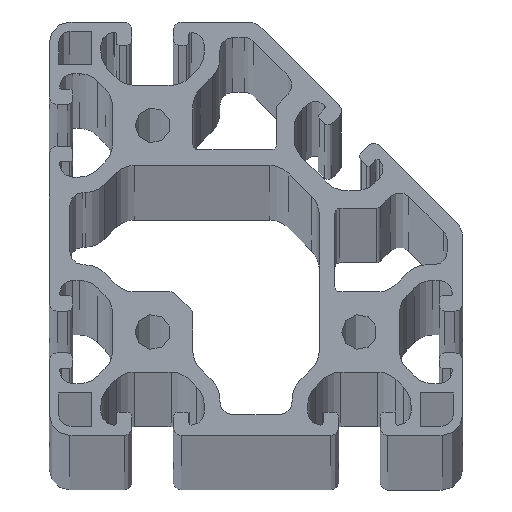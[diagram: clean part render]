
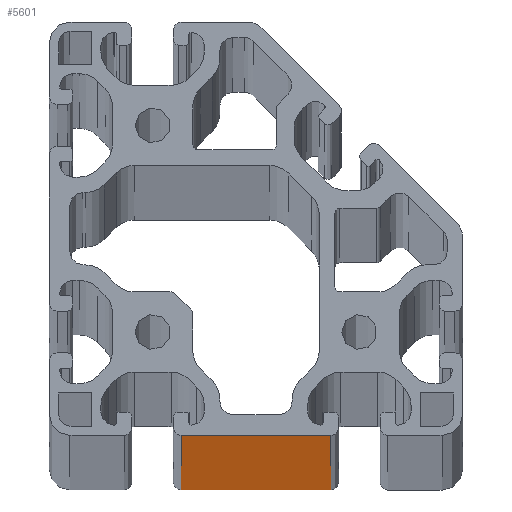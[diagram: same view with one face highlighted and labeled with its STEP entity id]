
A CAD part, top view. The second image highlights one B-rep face of the part: STEP entity #5601.
In plain terms, the highlighted planar face has unit normal (0, -1, 0).
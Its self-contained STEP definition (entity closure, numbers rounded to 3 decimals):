
#62=PLANE('',#5985);
#248=FACE_OUTER_BOUND('',#538,.T.);
#538=EDGE_LOOP('',(#3930,#3931,#3932,#3933));
#908=LINE('',#8555,#1490);
#909=LINE('',#8559,#1491);
#910=LINE('',#8561,#1492);
#911=LINE('',#8562,#1493);
#1490=VECTOR('',#6825,1000.);
#1491=VECTOR('',#6830,1000.);
#1492=VECTOR('',#6831,1000.);
#1493=VECTOR('',#6832,1000.);
#2366=VERTEX_POINT('',#8552);
#2367=VERTEX_POINT('',#8554);
#2368=VERTEX_POINT('',#8558);
#2369=VERTEX_POINT('',#8560);
#3003=EDGE_CURVE('',#2367,#2366,#908,.T.);
#3005=EDGE_CURVE('',#2368,#2366,#909,.T.);
#3006=EDGE_CURVE('',#2369,#2368,#910,.T.);
#3007=EDGE_CURVE('',#2369,#2367,#911,.T.);
#3930=ORIENTED_EDGE('',*,*,#3005,.F.);
#3931=ORIENTED_EDGE('',*,*,#3006,.F.);
#3932=ORIENTED_EDGE('',*,*,#3007,.T.);
#3933=ORIENTED_EDGE('',*,*,#3003,.T.);
#5601=ADVANCED_FACE('',(#248),#62,.T.);
#5985=AXIS2_PLACEMENT_3D('',#8557,#6828,#6829);
#6825=DIRECTION('',(0.,0.,1.));
#6828=DIRECTION('center_axis',(0.,-1.,0.));
#6829=DIRECTION('ref_axis',(0.,0.,-1.));
#6830=DIRECTION('',(1.,0.,0.));
#6831=DIRECTION('',(0.,0.,1.));
#6832=DIRECTION('',(1.,0.,0.));
#8552=CARTESIAN_POINT('',(54.5,0.,0.));
#8554=CARTESIAN_POINT('',(54.5,0.,-6060.));
#8555=CARTESIAN_POINT('',(54.5,0.,-6060.));
#8557=CARTESIAN_POINT('Origin',(25.5,0.,
-6060.));
#8558=CARTESIAN_POINT('',(25.5,0.,0.));
#8559=CARTESIAN_POINT('',(25.5,0.,0.));
#8560=CARTESIAN_POINT('',(25.5,0.,-6060.));
#8561=CARTESIAN_POINT('',(25.5,0.,-6060.));
#8562=CARTESIAN_POINT('',(25.5,0.,-6060.));
